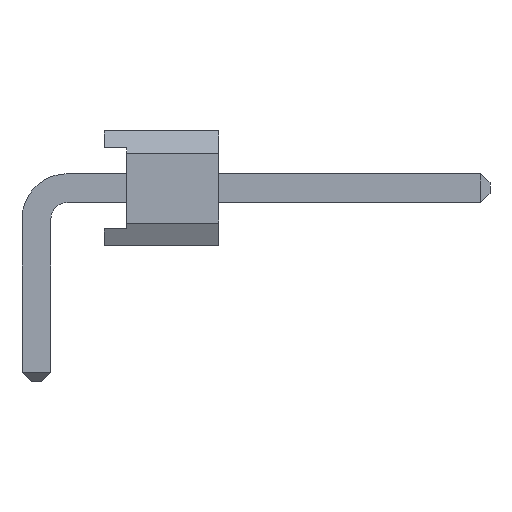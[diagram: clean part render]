
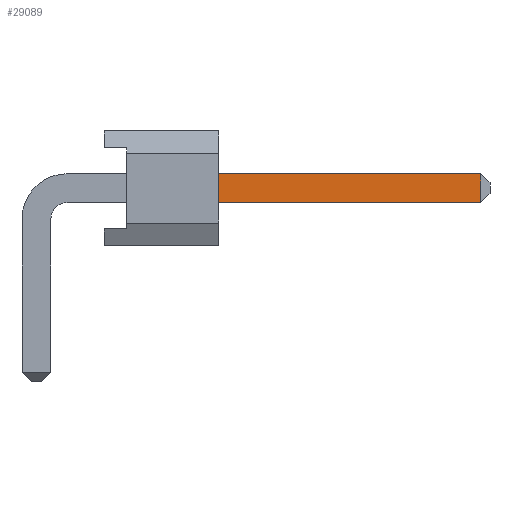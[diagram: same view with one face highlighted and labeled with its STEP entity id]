
A CAD part, front view. The second image highlights one B-rep face of the part: STEP entity #29089.
In plain terms, the highlighted face is planar.
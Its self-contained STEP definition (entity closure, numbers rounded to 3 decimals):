
#4880=ORIENTED_EDGE('',*,*,#8550,.T.);
#4881=ORIENTED_EDGE('',*,*,#8397,.F.);
#4882=ORIENTED_EDGE('',*,*,#8551,.T.);
#4883=ORIENTED_EDGE('',*,*,#8549,.T.);
#8397=EDGE_CURVE('',#10561,#10558,#13087,.T.);
#8549=EDGE_CURVE('',#10706,#10709,#13239,.T.);
#8550=EDGE_CURVE('',#10709,#10558,#13240,.T.);
#8551=EDGE_CURVE('',#10561,#10706,#13241,.T.);
#10558=VERTEX_POINT('',#40650);
#10561=VERTEX_POINT('',#40655);
#10706=VERTEX_POINT('',#40948);
#10709=VERTEX_POINT('',#40958);
#13087=LINE('',#40656,#15901);
#13239=LINE('',#40961,#16053);
#13240=LINE('',#40963,#16054);
#13241=LINE('',#40964,#16055);
#15901=VECTOR('',#34767,1000.);
#16053=VECTOR('',#34929,1000.);
#16054=VECTOR('',#34932,1000.);
#16055=VECTOR('',#34933,1000.);
#17527=EDGE_LOOP('',(#4880,#4881,#4882,#4883));
#18755=FACE_BOUND('',#17527,.T.);
#19839=PLANE('',#30396);
#29089=ADVANCED_FACE('',(#18755),#19839,.F.);
#30396=AXIS2_PLACEMENT_3D('',#40962,#34930,#34931);
#34767=DIRECTION('',(0.,-1.,0.));
#34929=DIRECTION('',(0.,-1.,0.));
#34930=DIRECTION('',(-1.,0.,0.));
#34931=DIRECTION('',(0.,0.,1.));
#34932=DIRECTION('',(0.,0.,-1.));
#34933=DIRECTION('',(0.,0.,1.));
#40650=CARTESIAN_POINT('',(44.77,-0.32,1.27));
#40655=CARTESIAN_POINT('',(44.77,0.32,1.27));
#40656=CARTESIAN_POINT('',(44.77,0.32,1.27));
#40948=CARTESIAN_POINT('',(44.77,0.32,7.07));
#40958=CARTESIAN_POINT('',(44.77,-0.32,7.07));
#40961=CARTESIAN_POINT('',(44.77,0.68,7.07));
#40962=CARTESIAN_POINT('',(44.77,0.68,-2.09));
#40963=CARTESIAN_POINT('',(44.77,-0.32,-2.09));
#40964=CARTESIAN_POINT('',(44.77,0.32,-2.09));
